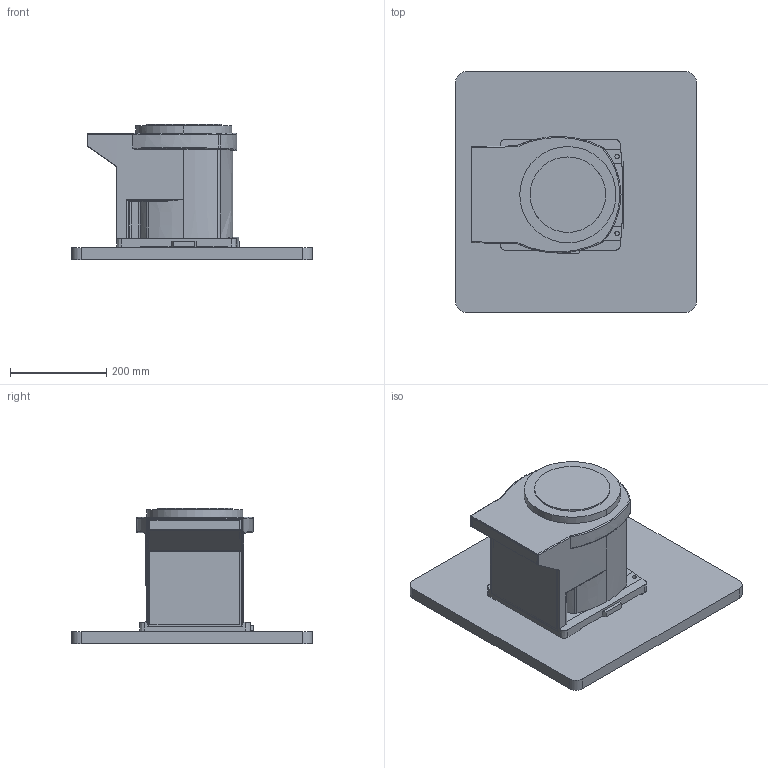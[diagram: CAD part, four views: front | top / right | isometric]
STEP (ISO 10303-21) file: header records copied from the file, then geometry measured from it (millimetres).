
FILE_DESCRIPTION(('FreeCAD Model'),'2;1');
FILE_NAME('Open CASCADE Shape Model','2021-06-30T21:12:00',('Author'),( ''),'Open CASCADE STEP processor 7.4','FreeCAD','Unknown');
FILE_SCHEMA(('AUTOMOTIVE_DESIGN { 1 0 10303 214 1 1 1 1 }'));
Length unit declared in the file: millimetre
Products named in the file (3): freecad_assembly; Compound001; Fillet002
Assembly tree (2 placements, depth 2):
  freecad_assembly
    Compound001
    Fillet002
Bounding box: 500 x 500 x 282 mm (x, y, z)
Volume: 14483701.3 mm3; surface area: 1120806.4 mm2
Topology: 3 solids, 3 shells, 169 faces, 450 edges, 289 vertices
Faces by surface type: bspline 159, plane 6, cylinder 4
Entity records: 40096 total; most frequent: CARTESIAN_POINT 32356, DIRECTION 961, ORIENTED_EDGE 900, PCURVE 900, DEFINITIONAL_REPRESENTATION 900, LINE 743, VECTOR 743, B_SPLINE_CURVE_WITH_KNOTS 506
